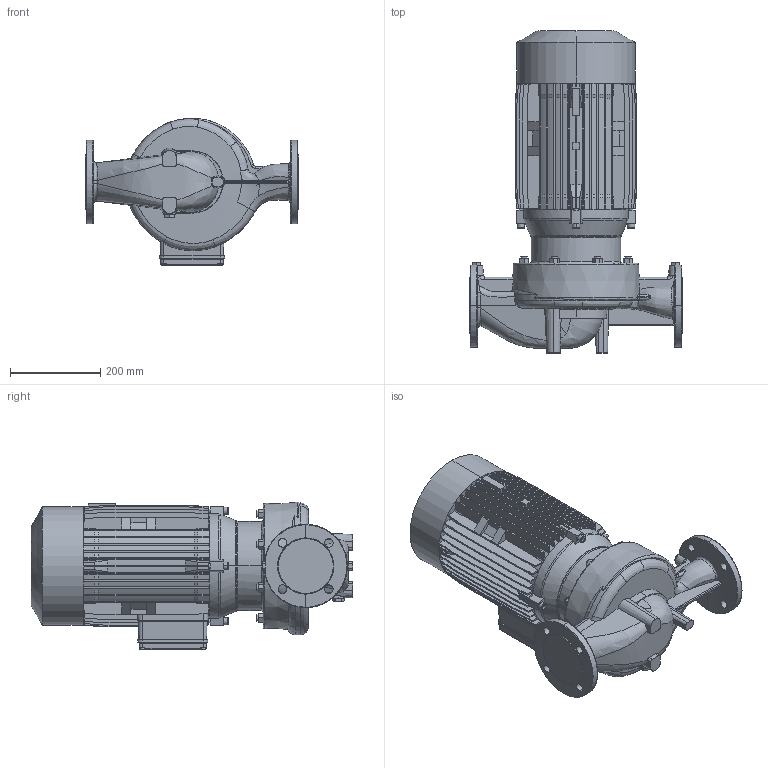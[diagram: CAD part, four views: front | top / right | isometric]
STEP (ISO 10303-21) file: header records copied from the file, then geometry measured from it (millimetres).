
FILE_DESCRIPTION (( 'STEP AP203' ), '1' );
FILE_NAME ('4.93.504.15swp01.step', '2023-06-09T08:14:31', ( '' ), ( '' ), 'SwSTEP 2.0', 'SolidWorks 2020', '' );
FILE_SCHEMA (( 'CONFIG_CONTROL_DESIGN' ));
Length unit declared in the file: millimetre
Products named in the file (1): 4.93.504.15swp01
Bounding box: 475 x 715.42 x 327.53 mm (x, y, z)
Volume: 33815595 mm3; surface area: 1774849 mm2
Topology: 1 solids, 1 shells, 1457 faces, 4018 edges, 2641 vertices
Faces by surface type: plane 895, cone 227, cylinder 200, bspline 123, sphere 8, torus 4
Entity records: 159977 total; most frequent: CARTESIAN_POINT 125017, ORIENTED_EDGE 8016, DIRECTION 6052, EDGE_CURVE 4008, VERTEX_POINT 2641, VECTOR 2298, LINE 2298, AXIS2_PLACEMENT_3D 1877
